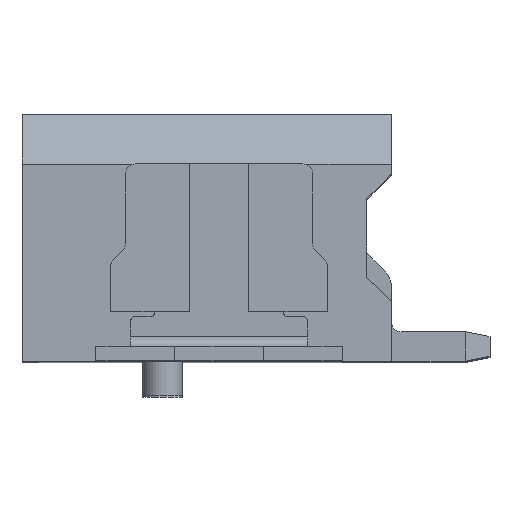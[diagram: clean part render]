
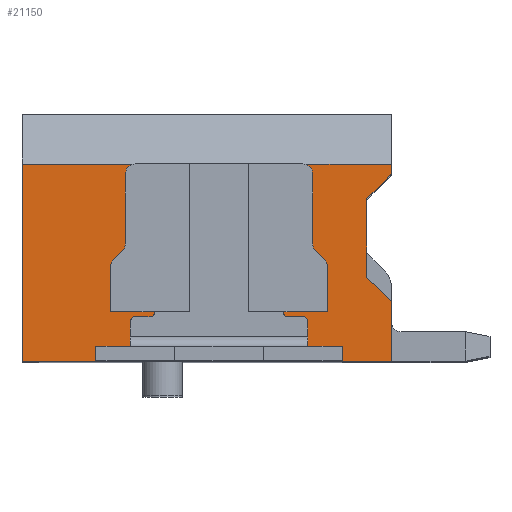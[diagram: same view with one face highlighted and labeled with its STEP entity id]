
A CAD part, top view. The second image highlights one B-rep face of the part: STEP entity #21150.
In plain terms, the highlighted planar face has unit normal (0, 0, 1).
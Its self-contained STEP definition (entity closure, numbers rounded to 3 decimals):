
#1240=CARTESIAN_POINT('',(-0.739,-13.222,6.15));
#1250=VERTEX_POINT('',#1240);
#1320=CARTESIAN_POINT('',(2.661,-13.222,6.15));
#1330=VERTEX_POINT('',#1320);
#3260=CARTESIAN_POINT('',(3.103,-15.163,6.15));
#3270=VERTEX_POINT('',#3260);
#3320=CARTESIAN_POINT('',(2.961,-15.305,6.15));
#3330=DIRECTION('',(0.,0.,1.));
#3340=DIRECTION('',(1.,0.,0.));
#3350=AXIS2_PLACEMENT_3D('',#3320,#3330,#3340);
#3360=CIRCLE('',#3350,0.2);
#3370=CARTESIAN_POINT('',(3.161,-15.305,6.15));
#3380=VERTEX_POINT('',#3370);
#3390=EDGE_CURVE('',#3380,#3270,#3360,.T.);
#4990=CARTESIAN_POINT('',(-0.939,-13.422,6.15));
#5000=VERTEX_POINT('',#4990);
#5050=CARTESIAN_POINT('',(-0.739,-13.422,6.15));
#5060=DIRECTION('',(0.,0.,1.));
#5070=DIRECTION('',(1.,0.,0.));
#5080=AXIS2_PLACEMENT_3D('',#5050,#5060,#5070);
#5090=CIRCLE('',#5080,0.2);
#5100=EDGE_CURVE('',#1250,#5000,#5090,.T.);
#10470=CARTESIAN_POINT('',(-5.978,-19.96,6.15));
#10480=DIRECTION('',(0.707,0.707,0.));
#10490=VECTOR('',#10480,1.);
#10500=LINE('',#10470,#10490);
#10510=CARTESIAN_POINT('',(-1.18,-15.163,6.15));
#10520=VERTEX_POINT('',#10510);
#10530=CARTESIAN_POINT('',(-0.997,-14.98,6.15));
#10540=VERTEX_POINT('',#10530);
#10550=EDGE_CURVE('',#10520,#10540,#10500,.T.);
#12170=CARTESIAN_POINT('',(3.961,-15.522,6.15));
#12180=VERTEX_POINT('',#12170);
#12330=CARTESIAN_POINT('',(4.461,-16.022,6.15));
#12340=VERTEX_POINT('',#12330);
#12370=CARTESIAN_POINT('',(-11.56,0.,6.15));
#12380=DIRECTION('',(0.707,-0.707,-0.));
#12390=VECTOR('',#12380,1.);
#12400=LINE('',#12370,#12390);
#12410=EDGE_CURVE('',#12180,#12340,#12400,.T.);
#12640=CARTESIAN_POINT('',(4.461,-13.222,6.15));
#12650=VERTEX_POINT('',#12640);
#13030=CARTESIAN_POINT('',(4.461,-13.422,6.15));
#13040=VERTEX_POINT('',#13030);
#13070=CARTESIAN_POINT('',(4.461,0.,6.15));
#13080=DIRECTION('',(0.,1.,0.));
#13090=VECTOR('',#13080,1.);
#13100=LINE('',#13070,#13090);
#13110=EDGE_CURVE('',#13040,#12650,#13100,.T.);
#13340=CARTESIAN_POINT('',(3.961,-13.922,6.15));
#13350=VERTEX_POINT('',#13340);
#13380=CARTESIAN_POINT('',(17.883,0.,6.15));
#13390=DIRECTION('',(-0.707,-0.707,0.));
#13400=VECTOR('',#13390,1.);
#13410=LINE('',#13380,#13400);
#13420=EDGE_CURVE('',#13040,#13350,#13410,.T.);
#14950=CARTESIAN_POINT('',(-3.039,-17.222,6.15));
#14960=VERTEX_POINT('',#14950);
#15560=CARTESIAN_POINT('',(-3.039,-13.222,6.15));
#15570=VERTEX_POINT('',#15560);
#15600=CARTESIAN_POINT('',(-3.039,0.,6.15));
#15610=DIRECTION('',(0.,1.,0.));
#15620=VECTOR('',#15610,1.);
#15630=LINE('',#15600,#15620);
#15640=EDGE_CURVE('',#14960,#15570,#15630,.T.);
#19950=CARTESIAN_POINT('',(5.211,-16.922,6.15));
#19960=DIRECTION('',(0.,0.,-1.));
#19970=DIRECTION('',(0.,1.,0.));
#19980=AXIS2_PLACEMENT_3D('',#19950,#19960,#19970);
#19990=PLANE('',#19980);
#20000=ORIENTED_EDGE('',*,*,#15640,.F.);
#20010=CARTESIAN_POINT('',(-5.978,-13.222,6.15));
#20020=DIRECTION('',(1.,0.,0.));
#20030=VECTOR('',#20020,1.);
#20040=LINE('',#20010,#20030);
#20050=EDGE_CURVE('',#15570,#1250,#20040,.T.);
#20060=ORIENTED_EDGE('',*,*,#20050,.F.);
#20070=ORIENTED_EDGE('',*,*,#5100,.F.);
#20080=CARTESIAN_POINT('',(-0.939,0.,6.15));
#20090=DIRECTION('',(0.,1.,0.));
#20100=VECTOR('',#20090,1.);
#20110=LINE('',#20080,#20100);
#20120=CARTESIAN_POINT('',(-0.939,-14.839,6.15));
#20130=VERTEX_POINT('',#20120);
#20140=EDGE_CURVE('',#20130,#5000,#20110,.T.);
#20150=ORIENTED_EDGE('',*,*,#20140,.T.);
#20160=CARTESIAN_POINT('',(-1.139,-14.839,6.15));
#20170=DIRECTION('',(0.,0.,-1.));
#20180=DIRECTION('',(-1.,0.,0.));
#20190=AXIS2_PLACEMENT_3D('',#20160,#20170,#20180);
#20200=CIRCLE('',#20190,0.2);
#20210=EDGE_CURVE('',#20130,#10540,#20200,.T.);
#20220=ORIENTED_EDGE('',*,*,#20210,.F.);
#20230=ORIENTED_EDGE('',*,*,#10550,.T.);
#20240=CARTESIAN_POINT('',(-1.039,-15.305,6.15));
#20250=DIRECTION('',(0.,0.,1.));
#20260=DIRECTION('',(1.,0.,0.));
#20270=AXIS2_PLACEMENT_3D('',#20240,#20250,#20260);
#20280=CIRCLE('',#20270,0.2);
#20290=CARTESIAN_POINT('',(-1.239,-15.305,6.15));
#20300=VERTEX_POINT('',#20290);
#20310=EDGE_CURVE('',#10520,#20300,#20280,.T.);
#20320=ORIENTED_EDGE('',*,*,#20310,.F.);
#20330=CARTESIAN_POINT('',(-1.239,0.,6.15));
#20340=DIRECTION('',(0.,1.,0.));
#20350=VECTOR('',#20340,1.);
#20360=LINE('',#20330,#20350);
#20370=CARTESIAN_POINT('',(-1.239,-16.222,6.15));
#20380=VERTEX_POINT('',#20370);
#20390=EDGE_CURVE('',#20380,#20300,#20360,.T.);
#20400=ORIENTED_EDGE('',*,*,#20390,.T.);
#20410=CARTESIAN_POINT('',(-5.978,-16.222,6.15));
#20420=DIRECTION('',(-1.,0.,0.));
#20430=VECTOR('',#20420,1.);
#20440=LINE('',#20410,#20430);
#20450=CARTESIAN_POINT('',(3.161,-16.222,6.15));
#20460=VERTEX_POINT('',#20450);
#20470=EDGE_CURVE('',#20460,#20380,#20440,.T.);
#20480=ORIENTED_EDGE('',*,*,#20470,.T.);
#20490=CARTESIAN_POINT('',(3.161,0.,6.15));
#20500=DIRECTION('',(0.,-1.,0.));
#20510=VECTOR('',#20500,1.);
#20520=LINE('',#20490,#20510);
#20530=EDGE_CURVE('',#3380,#20460,#20520,.T.);
#20540=ORIENTED_EDGE('',*,*,#20530,.T.);
#20550=ORIENTED_EDGE('',*,*,#3390,.F.);
#20560=CARTESIAN_POINT('',(-5.978,-6.083,6.15));
#20570=DIRECTION('',(0.707,-0.707,-0.));
#20580=VECTOR('',#20570,1.);
#20590=LINE('',#20560,#20580);
#20600=CARTESIAN_POINT('',(2.92,-14.98,6.15));
#20610=VERTEX_POINT('',#20600);
#20620=EDGE_CURVE('',#20610,#3270,#20590,.T.);
#20630=ORIENTED_EDGE('',*,*,#20620,.T.);
#20640=CARTESIAN_POINT('',(3.061,-14.839,6.15));
#20650=DIRECTION('',(0.,0.,-1.));
#20660=DIRECTION('',(-1.,0.,0.));
#20670=AXIS2_PLACEMENT_3D('',#20640,#20650,#20660);
#20680=CIRCLE('',#20670,0.2);
#20690=CARTESIAN_POINT('',(2.861,-14.839,6.15));
#20700=VERTEX_POINT('',#20690);
#20710=EDGE_CURVE('',#20610,#20700,#20680,.T.);
#20720=ORIENTED_EDGE('',*,*,#20710,.F.);
#20730=CARTESIAN_POINT('',(2.861,0.,6.15));
#20740=DIRECTION('',(0.,-1.,0.));
#20750=VECTOR('',#20740,1.);
#20760=LINE('',#20730,#20750);
#20770=CARTESIAN_POINT('',(2.861,-13.422,6.15));
#20780=VERTEX_POINT('',#20770);
#20790=EDGE_CURVE('',#20780,#20700,#20760,.T.);
#20800=ORIENTED_EDGE('',*,*,#20790,.T.);
#20810=CARTESIAN_POINT('',(2.661,-13.422,6.15));
#20820=DIRECTION('',(0.,0.,1.));
#20830=DIRECTION('',(1.,0.,0.));
#20840=AXIS2_PLACEMENT_3D('',#20810,#20820,#20830);
#20850=CIRCLE('',#20840,0.2);
#20860=EDGE_CURVE('',#20780,#1330,#20850,.T.);
#20870=ORIENTED_EDGE('',*,*,#20860,.F.);
#20880=EDGE_CURVE('',#1330,#12650,#20040,.T.);
#20890=ORIENTED_EDGE('',*,*,#20880,.F.);
#20900=ORIENTED_EDGE('',*,*,#13110,.T.);
#20910=ORIENTED_EDGE('',*,*,#13420,.F.);
#20920=CARTESIAN_POINT('',(3.961,0.,6.15));
#20930=DIRECTION('',(0.,-1.,0.));
#20940=VECTOR('',#20930,1.);
#20950=LINE('',#20920,#20940);
#20960=EDGE_CURVE('',#13350,#12180,#20950,.T.);
#20970=ORIENTED_EDGE('',*,*,#20960,.F.);
#20980=ORIENTED_EDGE('',*,*,#12410,.F.);
#20990=CARTESIAN_POINT('',(4.461,0.,6.15));
#21000=DIRECTION('',(0.,1.,0.));
#21010=VECTOR('',#21000,1.);
#21020=LINE('',#20990,#21010);
#21030=CARTESIAN_POINT('',(4.461,-17.222,6.15));
#21040=VERTEX_POINT('',#21030);
#21050=EDGE_CURVE('',#21040,#12340,#21020,.T.);
#21060=ORIENTED_EDGE('',*,*,#21050,.T.);
#21070=CARTESIAN_POINT('',(-5.978,-17.222,6.15));
#21080=DIRECTION('',(-1.,0.,0.));
#21090=VECTOR('',#21080,1.);
#21100=LINE('',#21070,#21090);
#21110=EDGE_CURVE('',#21040,#14960,#21100,.T.);
#21120=ORIENTED_EDGE('',*,*,#21110,.F.);
#21130=EDGE_LOOP('',(#21120,#21060,#20980,#20970,#20910,#20900,#20890,
#20870,#20800,#20720,#20630,#20550,#20540,#20480,#20400,#20320,#20230,
#20220,#20150,#20070,#20060,#20000));
#21140=FACE_OUTER_BOUND('',#21130,.T.);
#21150=ADVANCED_FACE('',(#21140),#19990,.F.);
